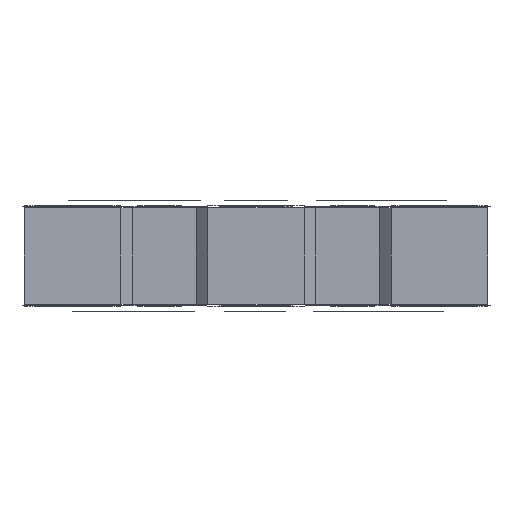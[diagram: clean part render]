
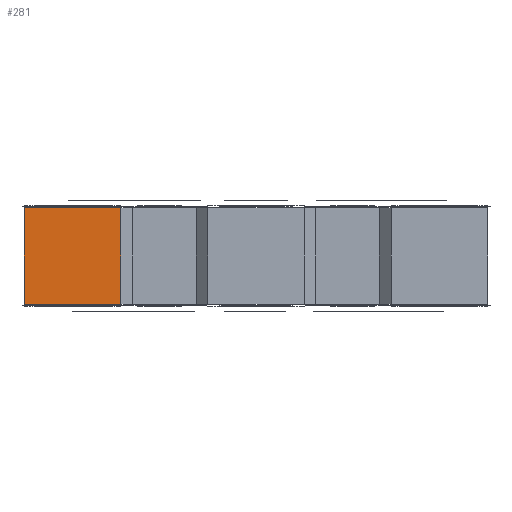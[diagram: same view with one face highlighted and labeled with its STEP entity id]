
A CAD part, front view. The second image highlights one B-rep face of the part: STEP entity #281.
In plain terms, the highlighted planar face has unit normal (0, -1, 0).
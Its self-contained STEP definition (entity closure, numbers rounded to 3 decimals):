
#256 = VERTEX_POINT('',#257);
#257 = CARTESIAN_POINT('',(86.12,-70.74,-1.));
#263 = EDGE_CURVE('',#264,#256,#266,.T.);
#264 = VERTEX_POINT('',#265);
#265 = CARTESIAN_POINT('',(86.12,-70.74,0.));
#266 = LINE('',#267,#268);
#267 = CARTESIAN_POINT('',(86.12,-70.74,0.));
#268 = VECTOR('',#269,1.);
#269 = DIRECTION('',(0.,0.,-1.));
#281 = ADVANCED_FACE('',(#282),#307,.T.);
#282 = FACE_BOUND('',#283,.T.);
#283 = EDGE_LOOP('',(#284,#285,#293,#301));
#284 = ORIENTED_EDGE('',*,*,#263,.T.);
#285 = ORIENTED_EDGE('',*,*,#286,.T.);
#286 = EDGE_CURVE('',#256,#287,#289,.T.);
#287 = VERTEX_POINT('',#288);
#288 = CARTESIAN_POINT('',(87.12,-70.74,-1.));
#289 = LINE('',#290,#291);
#290 = CARTESIAN_POINT('',(86.12,-70.74,-1.));
#291 = VECTOR('',#292,1.);
#292 = DIRECTION('',(1.,0.,0.));
#293 = ORIENTED_EDGE('',*,*,#294,.F.);
#294 = EDGE_CURVE('',#295,#287,#297,.T.);
#295 = VERTEX_POINT('',#296);
#296 = CARTESIAN_POINT('',(87.12,-70.74,0.));
#297 = LINE('',#298,#299);
#298 = CARTESIAN_POINT('',(87.12,-70.74,0.));
#299 = VECTOR('',#300,1.);
#300 = DIRECTION('',(0.,0.,-1.));
#301 = ORIENTED_EDGE('',*,*,#302,.F.);
#302 = EDGE_CURVE('',#264,#295,#303,.T.);
#303 = LINE('',#304,#305);
#304 = CARTESIAN_POINT('',(86.12,-70.74,0.));
#305 = VECTOR('',#306,1.);
#306 = DIRECTION('',(1.,0.,0.));
#307 = PLANE('',#308);
#308 = AXIS2_PLACEMENT_3D('',#309,#310,#311);
#309 = CARTESIAN_POINT('',(86.12,-70.74,0.));
#310 = DIRECTION('',(0.,-1.,0.));
#311 = DIRECTION('',(1.,0.,0.));
